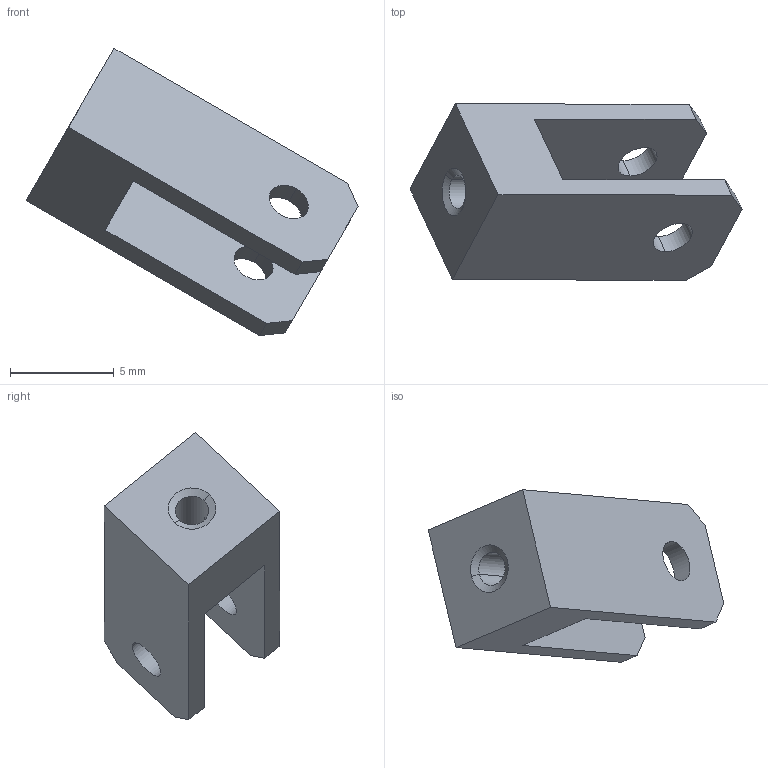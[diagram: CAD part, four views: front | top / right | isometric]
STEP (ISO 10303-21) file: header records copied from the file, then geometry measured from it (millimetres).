
FILE_DESCRIPTION(('Creo Elements/Direct Modeling STEP Export'),'2;1');
FILE_NAME('D021_Gabelkopf.stp','2013-12-16T 9:15:34',(''),(''),'Creo Elements/Direct Modeling STEP processor for AP214 (Solid Model)','Creo Elements/Direct Modeling 17.0D 15-Jul-2011 (C) Parametric Technology GmbH','');
FILE_SCHEMA(('AUTOMOTIVE_DESIGN { 1 0 10303 214 1 1 1 1 }'));
Length unit declared in the file: millimetre
Products named in the file (2): Gabelkopf.1; Gabelkopf.1.02
Assembly tree (1 placements, depth 2):
  Gabelkopf.1.02
    Gabelkopf.1
Bounding box: 16 x 8.48 x 13.84 mm (x, y, z)
Volume: 247.5 mm3; surface area: 457.1 mm2
Topology: 1 solids, 1 shells, 22 faces, 59 edges, 39 vertices
Faces by surface type: plane 14, cylinder 6, cone 2
Entity records: 718 total; most frequent: ORIENTED_EDGE 118, CARTESIAN_POINT 113, DIRECTION 104, EDGE_CURVE 59, VECTOR 44, LINE 44, VERTEX_POINT 39, AXIS2_PLACEMENT_3D 30
